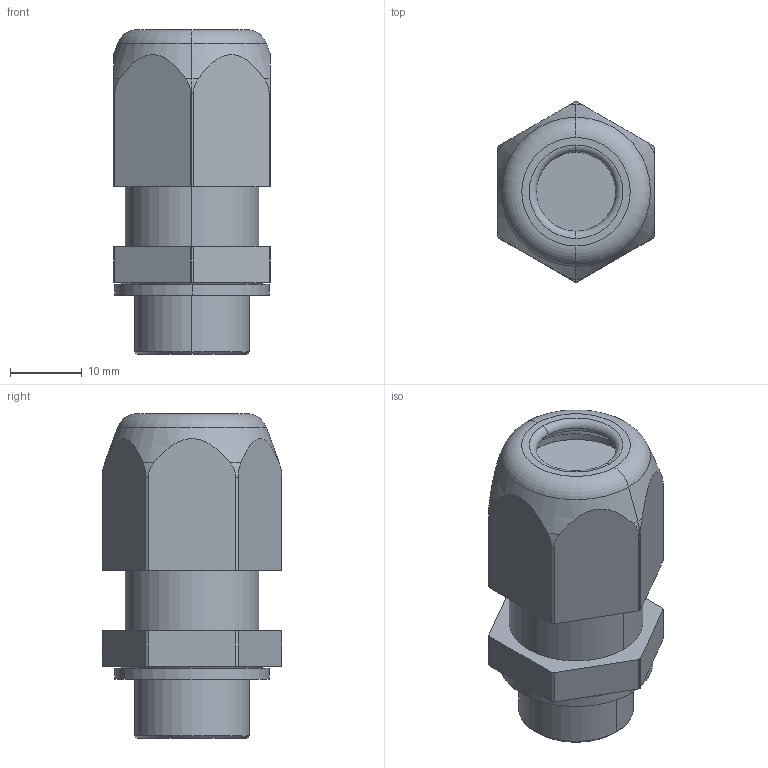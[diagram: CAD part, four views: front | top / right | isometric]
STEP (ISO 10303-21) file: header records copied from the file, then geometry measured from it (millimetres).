
FILE_DESCRIPTION(('CATIA V5 STEP Exchange','CAx-IF Rec.Pracs.--- Model Styling and Organization---1.4--- 2014-01-23'),'2;1');
FILE_NAME ('1210992-4_1_2722230000_2722370000.stp','2020-05-22T08:00:00+00:00',('none'),('Weidmueller'),'CATIA Version 5-6 Release 2016 SP3 HF44','CATIA V5 STEP AP214','none');
FILE_SCHEMA(('AUTOMOTIVE_DESIGN { 1 0 10303 214 1 1 1 1 }'));
Length unit declared in the file: millimetre
Products named in the file (1): 2722370000_VG M16 EXI 6-10 SI7J G4
Bounding box: 21.84 x 25 x 45.2 mm (x, y, z)
Volume: 10305.7 mm3; surface area: 8702.1 mm2
Topology: 4 solids, 4 shells, 86 faces, 200 edges, 128 vertices
Faces by surface type: cylinder 36, plane 26, torus 14, cone 10
Entity records: 2362 total; most frequent: CARTESIAN_POINT 545, ORIENTED_EDGE 400, DIRECTION 278, EDGE_CURVE 200, AXIS2_PLACEMENT_3D 155, VERTEX_POINT 128, CIRCLE 106, EDGE_LOOP 98
